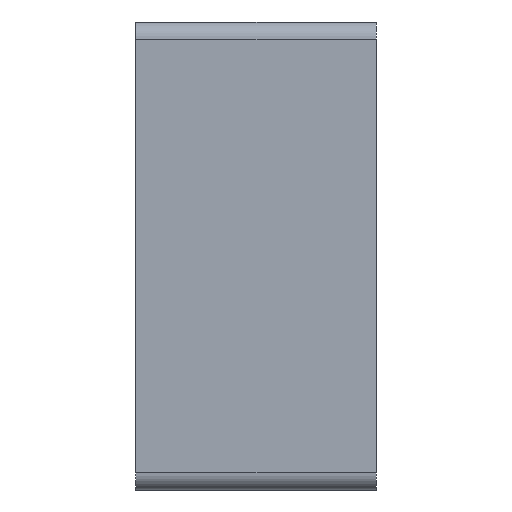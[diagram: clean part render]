
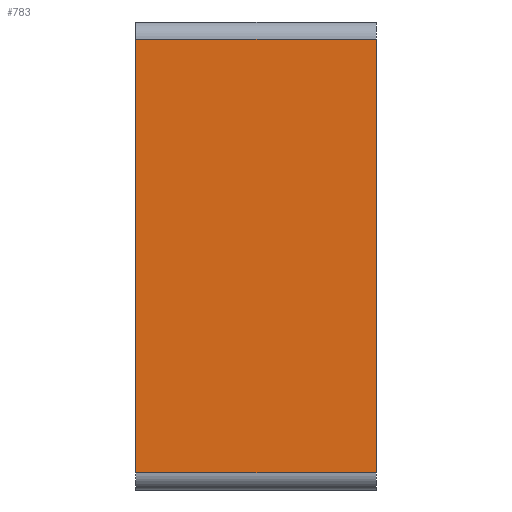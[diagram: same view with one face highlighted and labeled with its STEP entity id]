
A CAD part, left-side view. The second image highlights one B-rep face of the part: STEP entity #783.
In plain terms, the highlighted planar face has unit normal (-1, 0, 0).
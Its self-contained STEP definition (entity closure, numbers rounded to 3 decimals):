
#50=PLANE('',#865);
#92=FACE_OUTER_BOUND('',#142,.T.);
#142=EDGE_LOOP('',(#722,#723,#724,#725));
#147=LINE('',#1103,#229);
#159=LINE('',#1139,#241);
#168=LINE('',#1157,#250);
#169=LINE('',#1159,#251);
#229=VECTOR('',#882,10.);
#241=VECTOR('',#912,10.);
#250=VECTOR('',#927,10.);
#251=VECTOR('',#930,10.);
#339=VERTEX_POINT('',#1100);
#340=VERTEX_POINT('',#1102);
#354=VERTEX_POINT('',#1136);
#355=VERTEX_POINT('',#1138);
#412=EDGE_CURVE('',#339,#340,#147,.T.);
#430=EDGE_CURVE('',#354,#355,#159,.T.);
#440=EDGE_CURVE('',#340,#354,#168,.T.);
#441=EDGE_CURVE('',#355,#339,#169,.T.);
#722=ORIENTED_EDGE('',*,*,#440,.F.);
#723=ORIENTED_EDGE('',*,*,#412,.F.);
#724=ORIENTED_EDGE('',*,*,#441,.F.);
#725=ORIENTED_EDGE('',*,*,#430,.F.);
#783=ADVANCED_FACE('',(#92),#50,.T.);
#865=AXIS2_PLACEMENT_3D('',#1308,#1083,#1084);
#882=DIRECTION('',(0.,0.,-1.));
#912=DIRECTION('',(0.,0.,1.));
#927=DIRECTION('',(0.,1.,0.));
#930=DIRECTION('',(0.,-1.,0.));
#1083=DIRECTION('center_axis',(-1.,0.,0.));
#1084=DIRECTION('ref_axis',(0.,0.,-1.));
#1100=CARTESIAN_POINT('',(-6.,-5.,59.5));
#1102=CARTESIAN_POINT('',(-6.,-5.,-3.5));
#1103=CARTESIAN_POINT('',(-6.,-5.,62.));
#1136=CARTESIAN_POINT('',(-6.,30.,-3.5));
#1138=CARTESIAN_POINT('',(-6.,30.,59.5));
#1139=CARTESIAN_POINT('',(-6.,30.,62.));
#1157=CARTESIAN_POINT('',(-6.,0.,-3.5));
#1159=CARTESIAN_POINT('',(-6.,0.,59.5));
#1308=CARTESIAN_POINT('Origin',(-6.,0.,62.));
